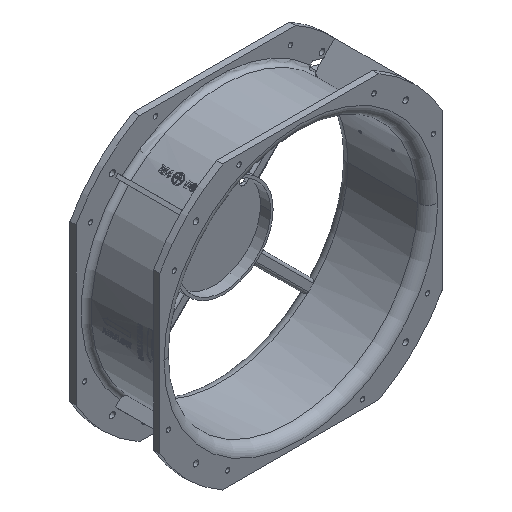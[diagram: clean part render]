
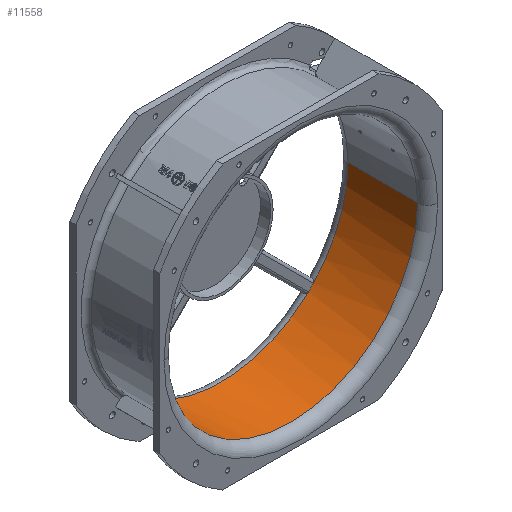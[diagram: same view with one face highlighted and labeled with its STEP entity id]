
A CAD part, isometric view. The second image highlights one B-rep face of the part: STEP entity #11558.
In plain terms, the highlighted cylindrical face has radius 125.75 mm (diameter 251.5 mm), a partial arc.
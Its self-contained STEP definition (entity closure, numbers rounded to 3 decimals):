
#179 = CARTESIAN_POINT ( 'NONE',  ( 0., -10., 0. ) ) ;
#384 = ORIENTED_EDGE ( 'NONE', *, *, #6343, .F. ) ;
#919 = CIRCLE ( 'NONE', #12658, 125.75 ) ;
#1257 = VERTEX_POINT ( 'NONE', #2932 ) ;
#1451 = CYLINDRICAL_SURFACE ( 'NONE', #9768, 125.75 ) ;
#1509 = AXIS2_PLACEMENT_3D ( 'NONE', #11306, #10902, #12718 ) ;
#1541 = DIRECTION ( 'NONE',  ( 0., 1., 0. ) ) ;
#1716 = EDGE_CURVE ( 'NONE', #6782, #10852, #11117, .T. ) ;
#1894 = DIRECTION ( 'NONE',  ( 0.727, 0., -0.687 ) ) ;
#1993 = EDGE_CURVE ( 'NONE', #9105, #17985, #13623, .T. ) ;
#2434 = CARTESIAN_POINT ( 'NONE',  ( -125.75, -10., 0. ) ) ;
#2461 = AXIS2_PLACEMENT_3D ( 'NONE', #17955, #1541, #9030 ) ;
#2587 = CARTESIAN_POINT ( 'NONE',  ( 0., -10., 0. ) ) ;
#2716 = ORIENTED_EDGE ( 'NONE', *, *, #14184, .T. ) ;
#2932 = CARTESIAN_POINT ( 'NONE',  ( 125.75, -10., 0. ) ) ;
#3324 = CARTESIAN_POINT ( 'NONE',  ( -86.409, -10., -91.359 ) ) ;
#3546 = ORIENTED_EDGE ( 'NONE', *, *, #16854, .T. ) ;
#3779 = CIRCLE ( 'NONE', #10697, 125.75 ) ;
#4529 = CARTESIAN_POINT ( 'NONE',  ( 125.75, -79., 0. ) ) ;
#4869 = EDGE_CURVE ( 'NONE', #7994, #10852, #9854, .T. ) ;
#4971 = LINE ( 'NONE', #11260, #10044 ) ;
#5277 = EDGE_CURVE ( 'NONE', #16344, #6782, #7737, .T. ) ;
#5759 = CIRCLE ( 'NONE', #17720, 125.75 ) ;
#5816 = ORIENTED_EDGE ( 'NONE', *, *, #1993, .T. ) ;
#5824 = CARTESIAN_POINT ( 'NONE',  ( -125.75, -10., 0. ) ) ;
#6013 = ORIENTED_EDGE ( 'NONE', *, *, #13656, .T. ) ;
#6343 = EDGE_CURVE ( 'NONE', #1257, #7994, #4971, .T. ) ;
#6782 = VERTEX_POINT ( 'NONE', #2434 ) ;
#7495 = DIRECTION ( 'NONE',  ( 1., 0., 0. ) ) ;
#7737 = CIRCLE ( 'NONE', #15997, 125.75 ) ;
#7955 = EDGE_CURVE ( 'NONE', #16592, #15368, #18853, .T. ) ;
#7994 = VERTEX_POINT ( 'NONE', #4529 ) ;
#8075 = DIRECTION ( 'NONE',  ( 0., 1., 0. ) ) ;
#8313 = DIRECTION ( 'NONE',  ( 0., -1., 0. ) ) ;
#8327 = DIRECTION ( 'NONE',  ( 0., 1., 0. ) ) ;
#8619 = DIRECTION ( 'NONE',  ( 0., 1., 0. ) ) ;
#8633 = DIRECTION ( 'NONE',  ( 0., -1., 0. ) ) ;
#9030 = DIRECTION ( 'NONE',  ( 1., 0., 0. ) ) ;
#9105 = VERTEX_POINT ( 'NONE', #15322 ) ;
#9768 = AXIS2_PLACEMENT_3D ( 'NONE', #14870, #16354, #7495 ) ;
#9854 = CIRCLE ( 'NONE', #1509, 125.75 ) ;
#10044 = VECTOR ( 'NONE', #8313, 1000. ) ;
#10538 = DIRECTION ( 'NONE',  ( 0., 1., 0. ) ) ;
#10557 = DIRECTION ( 'NONE',  ( 0., 1., 0. ) ) ;
#10697 = AXIS2_PLACEMENT_3D ( 'NONE', #2587, #8619, #12906 ) ;
#10721 = ORIENTED_EDGE ( 'NONE', *, *, #7955, .T. ) ;
#10750 = CARTESIAN_POINT ( 'NONE',  ( 0., -10., 0. ) ) ;
#10852 = VERTEX_POINT ( 'NONE', #18847 ) ;
#10902 = DIRECTION ( 'NONE',  ( 0., 1., 0. ) ) ;
#11117 = LINE ( 'NONE', #5824, #15242 ) ;
#11260 = CARTESIAN_POINT ( 'NONE',  ( 125.75, -10., 0. ) ) ;
#11306 = CARTESIAN_POINT ( 'NONE',  ( 0., -79., 0. ) ) ;
#11558 = ADVANCED_FACE ( 'NONE', ( #17638 ), #1451, .F. ) ;
#11905 = CARTESIAN_POINT ( 'NONE',  ( 0., -10., 0. ) ) ;
#12206 = CARTESIAN_POINT ( 'NONE',  ( 125.746, -10., -0.951 ) ) ;
#12390 = AXIS2_PLACEMENT_3D ( 'NONE', #11905, #10557, #13389 ) ;
#12658 = AXIS2_PLACEMENT_3D ( 'NONE', #10750, #8075, #1894 ) ;
#12718 = DIRECTION ( 'NONE',  ( 1., 0., 0. ) ) ;
#12906 = DIRECTION ( 'NONE',  ( 1., 0., 0. ) ) ;
#13389 = DIRECTION ( 'NONE',  ( 0.687, 0., -0.727 ) ) ;
#13623 = CIRCLE ( 'NONE', #12390, 125.75 ) ;
#13656 = EDGE_CURVE ( 'NONE', #15368, #9105, #919, .T. ) ;
#13836 = ORIENTED_EDGE ( 'NONE', *, *, #1716, .T. ) ;
#14101 = DIRECTION ( 'NONE',  ( -0.727, 0., -0.687 ) ) ;
#14184 = EDGE_CURVE ( 'NONE', #17985, #16344, #5759, .T. ) ;
#14737 = CARTESIAN_POINT ( 'NONE',  ( -91.359, -10., -86.409 ) ) ;
#14870 = CARTESIAN_POINT ( 'NONE',  ( 0., 0., 0. ) ) ;
#14981 = DIRECTION ( 'NONE',  ( -0.687, 0., -0.727 ) ) ;
#15135 = ORIENTED_EDGE ( 'NONE', *, *, #4869, .F. ) ;
#15230 = CARTESIAN_POINT ( 'NONE',  ( 91.359, -10., -86.409 ) ) ;
#15242 = VECTOR ( 'NONE', #8633, 1000. ) ;
#15322 = CARTESIAN_POINT ( 'NONE',  ( 86.409, -10., -91.359 ) ) ;
#15368 = VERTEX_POINT ( 'NONE', #15230 ) ;
#15864 = EDGE_LOOP ( 'NONE', ( #13836, #15135, #384, #3546, #10721, #6013, #5816, #2716, #17461 ) ) ;
#15997 = AXIS2_PLACEMENT_3D ( 'NONE', #18629, #8327, #14101 ) ;
#16344 = VERTEX_POINT ( 'NONE', #14737 ) ;
#16354 = DIRECTION ( 'NONE',  ( 0., 1., 0. ) ) ;
#16592 = VERTEX_POINT ( 'NONE', #12206 ) ;
#16854 = EDGE_CURVE ( 'NONE', #1257, #16592, #3779, .T. ) ;
#17461 = ORIENTED_EDGE ( 'NONE', *, *, #5277, .T. ) ;
#17638 = FACE_OUTER_BOUND ( 'NONE', #15864, .T. ) ;
#17720 = AXIS2_PLACEMENT_3D ( 'NONE', #179, #10538, #14981 ) ;
#17955 = CARTESIAN_POINT ( 'NONE',  ( 0., -10., 0. ) ) ;
#17985 = VERTEX_POINT ( 'NONE', #3324 ) ;
#18629 = CARTESIAN_POINT ( 'NONE',  ( 0., -10., 0. ) ) ;
#18847 = CARTESIAN_POINT ( 'NONE',  ( -125.75, -79., 0. ) ) ;
#18853 = CIRCLE ( 'NONE', #2461, 125.75 ) ;
